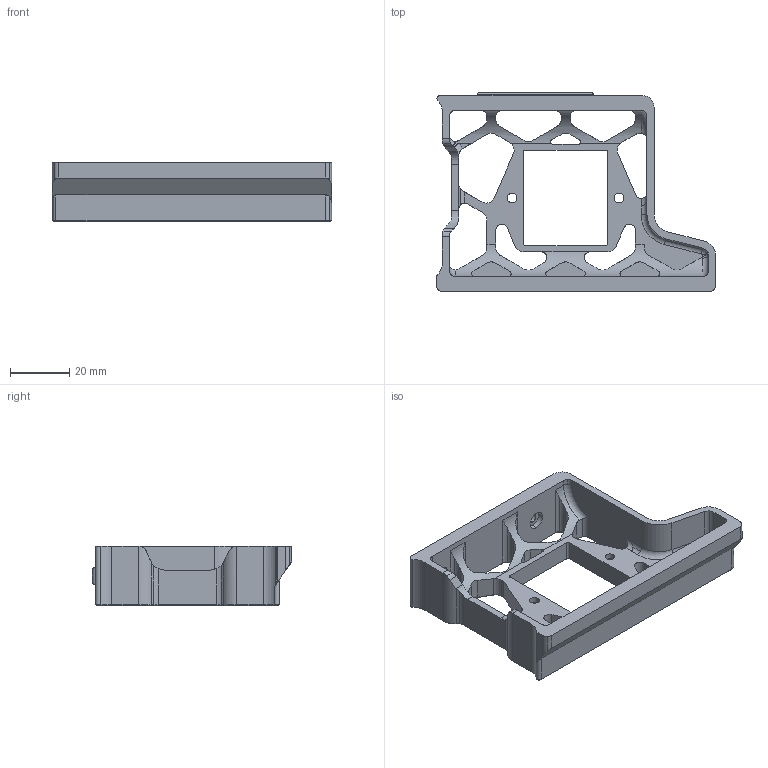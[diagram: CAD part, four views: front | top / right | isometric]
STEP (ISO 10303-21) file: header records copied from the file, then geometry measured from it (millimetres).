
FILE_DESCRIPTION (( 'STEP AP214' ), '1' );
FILE_NAME ('Side_Skirt_300_C14_Socket_b.STEP', '2023-01-15T22:52:18', ( '' ), ( '' ), 'SwSTEP 2.0', 'SolidWorks 2023', '' );
FILE_SCHEMA (( 'AUTOMOTIVE_DESIGN' ));
Length unit declared in the file: millimetre
Products named in the file (1): Side_Skirt_300_C14_Socket_b
Bounding box: 94 x 67 x 20 mm (x, y, z)
Volume: 30379.1 mm3; surface area: 18832.7 mm2
Topology: 1 solids, 1 shells, 388 faces, 1027 edges, 636 vertices
Faces by surface type: cylinder 155, plane 140, cone 81, torus 6, bspline 6
Entity records: 13052 total; most frequent: CARTESIAN_POINT 3587, ORIENTED_EDGE 2052, DIRECTION 1925, EDGE_CURVE 1026, AXIS2_PLACEMENT_3D 685, VERTEX_POINT 636, LINE 555, VECTOR 555
